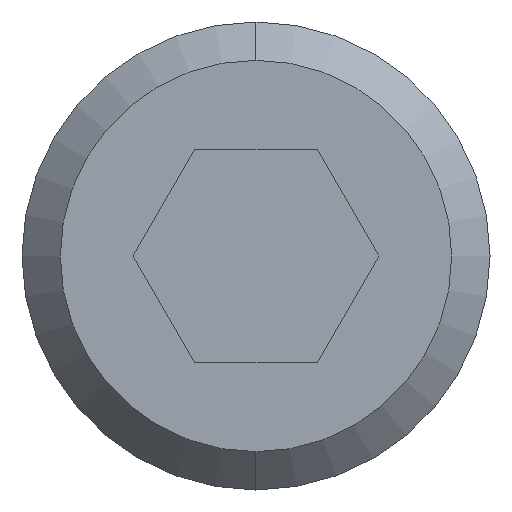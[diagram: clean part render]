
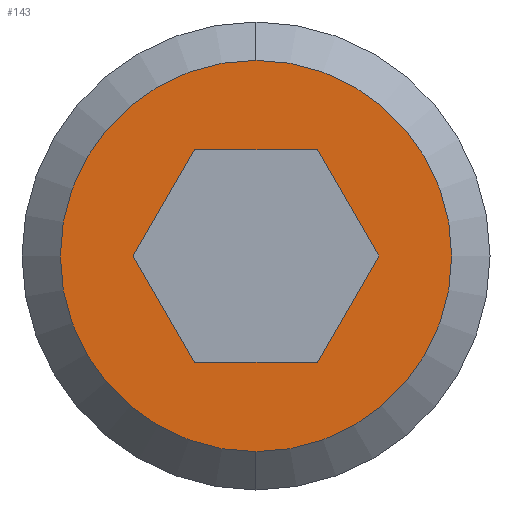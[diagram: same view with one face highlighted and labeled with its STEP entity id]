
A CAD part, left-side view. The second image highlights one B-rep face of the part: STEP entity #143.
In plain terms, the highlighted planar face has unit normal (-1, 0, 0).
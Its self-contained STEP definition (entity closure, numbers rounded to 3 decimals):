
#81 = EDGE_CURVE ( 'NONE', #82, #83, #309, .T. ) ;
#82 = VERTEX_POINT ( 'NONE', #437 ) ;
#83 = VERTEX_POINT ( 'NONE', #436 ) ;
#93 = EDGE_CURVE ( 'NONE', #94, #133, #479, .T. ) ;
#94 = VERTEX_POINT ( 'NONE', #475 ) ;
#95 = ORIENTED_EDGE ( 'NONE', *, *, #96, .F. ) ;
#96 = EDGE_CURVE ( 'NONE', #253, #94, #474, .T. ) ;
#97 = EDGE_LOOP ( 'NONE', ( #98, #100 ) ) ;
#98 = ORIENTED_EDGE ( 'NONE', *, *, #99, .T. ) ;
#99 = EDGE_CURVE ( 'NONE', #83, #82, #469, .T. ) ;
#100 = ORIENTED_EDGE ( 'NONE', *, *, #81, .T. ) ;
#133 = VERTEX_POINT ( 'NONE', #413 ) ;
#134 = ORIENTED_EDGE ( 'NONE', *, *, #93, .F. ) ;
#143 = ADVANCED_FACE ( 'NONE', ( #396, #395 ), #604, .F. ) ;
#249 = EDGE_LOOP ( 'NONE', ( #250, #254, #257, #260, #134, #95 ) ) ;
#250 = ORIENTED_EDGE ( 'NONE', *, *, #251, .F. ) ;
#251 = EDGE_CURVE ( 'NONE', #252, #253, #713, .T. ) ;
#252 = VERTEX_POINT ( 'NONE', #709 ) ;
#253 = VERTEX_POINT ( 'NONE', #708 ) ;
#254 = ORIENTED_EDGE ( 'NONE', *, *, #255, .F. ) ;
#255 = EDGE_CURVE ( 'NONE', #256, #252, #632, .T. ) ;
#256 = VERTEX_POINT ( 'NONE', #628 ) ;
#257 = ORIENTED_EDGE ( 'NONE', *, *, #258, .F. ) ;
#258 = EDGE_CURVE ( 'NONE', #259, #256, #627, .T. ) ;
#259 = VERTEX_POINT ( 'NONE', #540 ) ;
#260 = ORIENTED_EDGE ( 'NONE', *, *, #261, .F. ) ;
#261 = EDGE_CURVE ( 'NONE', #133, #259, #538, .T. ) ;
#309 = CIRCLE ( 'NONE', #314, 2.3 ) ;
#314 = AXIS2_PLACEMENT_3D ( 'NONE', #440, #439, #438 ) ;
#395 = FACE_OUTER_BOUND ( 'NONE', #97, .T. ) ;
#396 = FACE_BOUND ( 'NONE', #249, .T. ) ;
#413 = CARTESIAN_POINT ( 'NONE',  ( 0., -1.443, 0. ) ) ;
#436 = CARTESIAN_POINT ( 'NONE',  ( 0., 0., -2.3 ) ) ;
#437 = CARTESIAN_POINT ( 'NONE',  ( 0., 0., 2.3 ) ) ;
#438 = DIRECTION ( 'NONE',  ( 0., 0., -1. ) ) ;
#439 = DIRECTION ( 'NONE',  ( -1., 0., 0. ) ) ;
#440 = CARTESIAN_POINT ( 'NONE',  ( 0., 0., 0. ) ) ;
#465 = DIRECTION ( 'NONE',  ( 0., 0., -1. ) ) ;
#466 = DIRECTION ( 'NONE',  ( -1., 0., 0. ) ) ;
#467 = CARTESIAN_POINT ( 'NONE',  ( 0., 0., 0. ) ) ;
#468 = AXIS2_PLACEMENT_3D ( 'NONE', #467, #466, #465 ) ;
#469 = CIRCLE ( 'NONE', #468, 2.3 ) ;
#471 = DIRECTION ( 'NONE',  ( 0., -1., 0. ) ) ;
#472 = VECTOR ( 'NONE', #471, 1000. ) ;
#473 = CARTESIAN_POINT ( 'NONE',  ( 0., 0.722, -1.25 ) ) ;
#474 = LINE ( 'NONE', #473, #472 ) ;
#475 = CARTESIAN_POINT ( 'NONE',  ( 0., -0.722, -1.25 ) ) ;
#476 = DIRECTION ( 'NONE',  ( 0., -0.5, 0.866 ) ) ;
#477 = VECTOR ( 'NONE', #476, 1000. ) ;
#478 = CARTESIAN_POINT ( 'NONE',  ( 0., -0.722, -1.25 ) ) ;
#479 = LINE ( 'NONE', #478, #477 ) ;
#535 = DIRECTION ( 'NONE',  ( 0., 0.5, 0.866 ) ) ;
#536 = VECTOR ( 'NONE', #535, 1000. ) ;
#537 = CARTESIAN_POINT ( 'NONE',  ( 0., -1.443, 0. ) ) ;
#538 = LINE ( 'NONE', #537, #536 ) ;
#540 = CARTESIAN_POINT ( 'NONE',  ( 0., -0.722, 1.25 ) ) ;
#576 = DIRECTION ( 'NONE',  ( 0., 0., -1. ) ) ;
#601 = DIRECTION ( 'NONE',  ( 1., 0., 0. ) ) ;
#602 = CARTESIAN_POINT ( 'NONE',  ( 0., 0., 0. ) ) ;
#603 = AXIS2_PLACEMENT_3D ( 'NONE', #602, #601, #576 ) ;
#604 = PLANE ( 'NONE',  #603 ) ;
#624 = DIRECTION ( 'NONE',  ( 0., 1., 0. ) ) ;
#625 = VECTOR ( 'NONE', #624, 1000. ) ;
#626 = CARTESIAN_POINT ( 'NONE',  ( 0., -0.722, 1.25 ) ) ;
#627 = LINE ( 'NONE', #626, #625 ) ;
#628 = CARTESIAN_POINT ( 'NONE',  ( 0., 0.722, 1.25 ) ) ;
#629 = DIRECTION ( 'NONE',  ( 0., 0.5, -0.866 ) ) ;
#630 = VECTOR ( 'NONE', #629, 1000. ) ;
#631 = CARTESIAN_POINT ( 'NONE',  ( 0., 0.722, 1.25 ) ) ;
#632 = LINE ( 'NONE', #631, #630 ) ;
#708 = CARTESIAN_POINT ( 'NONE',  ( 0., 0.722, -1.25 ) ) ;
#709 = CARTESIAN_POINT ( 'NONE',  ( 0., 1.443, 0. ) ) ;
#710 = DIRECTION ( 'NONE',  ( 0., -0.5, -0.866 ) ) ;
#711 = VECTOR ( 'NONE', #710, 1000. ) ;
#712 = CARTESIAN_POINT ( 'NONE',  ( 0., 1.443, 0. ) ) ;
#713 = LINE ( 'NONE', #712, #711 ) ;
